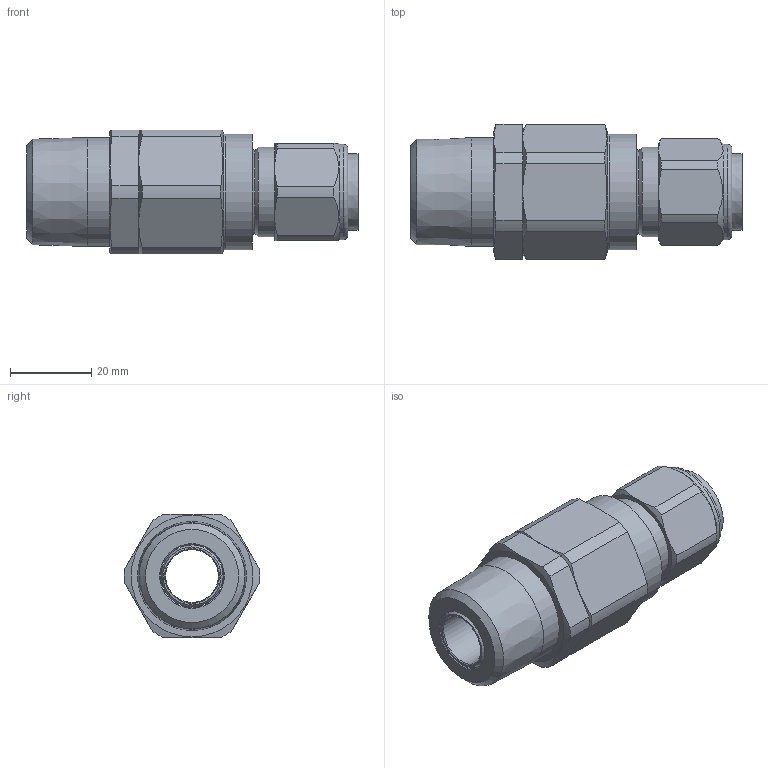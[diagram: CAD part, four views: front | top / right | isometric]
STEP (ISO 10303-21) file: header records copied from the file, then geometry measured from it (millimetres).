
FILE_DESCRIPTION (( 'STEP AP203' ), '1' );
FILE_NAME ('20SPX2KXREX1RA032.STEP', '2018-03-29T13:30:20', ( '' ), ( '' ), 'SwSTEP 2.0', 'SolidWorks 2017', '' );
FILE_SCHEMA (( 'CONFIG_CONTROL_DESIGN' ));
Length unit declared in the file: millimetre
Products named in the file (1): 20SPX2KXREX1RA032
Bounding box: 81.95 x 33.53 x 30.5 mm (x, y, z)
Surface area: 12340.4 mm2 (no closed solid volume)
Topology: 0 solids, 6 shells, 83 faces, 204 edges, 130 vertices
Faces by surface type: plane 27, cylinder 26, cone 26, torus 4
Full cylindrical faces by diameter (mm): 13 x1, 15.45 x1, 16 x1, 20.352 x1, 22 x1, 23.5 x1, 26.9 x1, 28.5 x1
Entity records: 2513 total; most frequent: CARTESIAN_POINT 646, DIRECTION 382, ORIENTED_EDGE 323, EDGE_CURVE 170, AXIS2_PLACEMENT_3D 170, VERTEX_POINT 122, EDGE_LOOP 118, FACE_OUTER_BOUND 95
